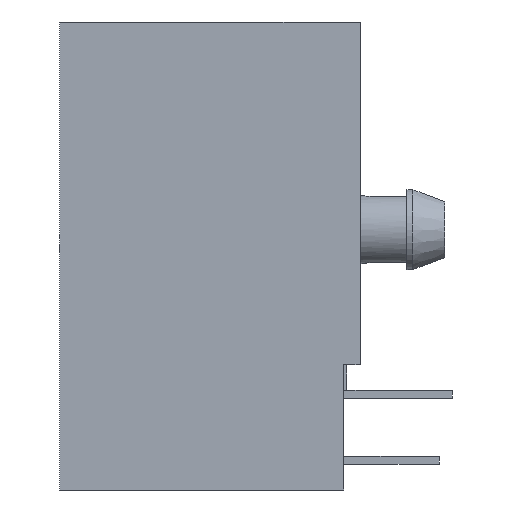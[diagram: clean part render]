
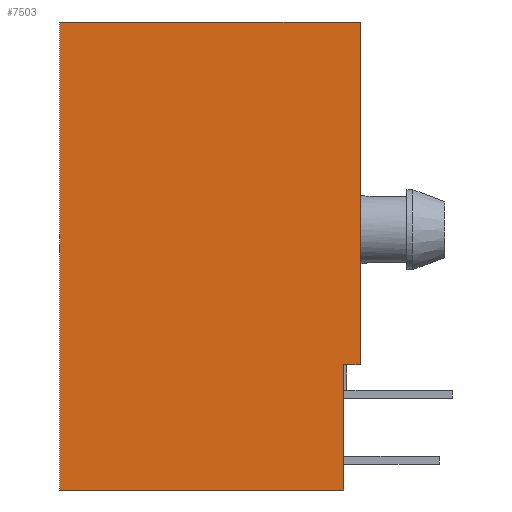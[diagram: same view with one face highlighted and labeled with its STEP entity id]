
A CAD part, left-side view. The second image highlights one B-rep face of the part: STEP entity #7503.
In plain terms, the highlighted planar face has unit normal (-1, 0, 0).
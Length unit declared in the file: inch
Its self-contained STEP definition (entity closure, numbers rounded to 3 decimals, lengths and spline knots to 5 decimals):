
#130 = VERTEX_POINT ( 'NONE', #2344 ) ;
#147 = CARTESIAN_POINT ( 'NONE',  ( -0.26, 0.025, 0. ) ) ;
#326 = EDGE_CURVE ( 'NONE', #6733, #130, #4519, .T. ) ;
#365 = CARTESIAN_POINT ( 'NONE',  ( -0.26, 0.025, 0.19 ) ) ;
#539 = VECTOR ( 'NONE', #5505, 39.37008 ) ;
#696 = CARTESIAN_POINT ( 'NONE',  ( -0.26, 0.025, 0.19 ) ) ;
#777 = LINE ( 'NONE', #4319, #5300 ) ;
#821 = CARTESIAN_POINT ( 'NONE',  ( -0.26, 0.456, 0. ) ) ;
#850 = DIRECTION ( 'NONE',  ( -1., 0., 0. ) ) ;
#1009 = ORIENTED_EDGE ( 'NONE', *, *, #7197, .T. ) ;
#1022 = DIRECTION ( 'NONE',  ( 0., 0., 1. ) ) ;
#1101 = LINE ( 'NONE', #4835, #7178 ) ;
#1131 = LINE ( 'NONE', #2967, #7498 ) ;
#1639 = EDGE_CURVE ( 'NONE', #6695, #4664, #1101, .T. ) ;
#1957 = VECTOR ( 'NONE', #2814, 39.37008 ) ;
#2065 = AXIS2_PLACEMENT_3D ( 'NONE', #3858, #850, #7020 ) ;
#2166 = PLANE ( 'NONE',  #2065 ) ;
#2344 = CARTESIAN_POINT ( 'NONE',  ( -0.26, 0., 0.71 ) ) ;
#2573 = DIRECTION ( 'NONE',  ( 0., -1., 0. ) ) ;
#2651 = LINE ( 'NONE', #821, #1957 ) ;
#2748 = ORIENTED_EDGE ( 'NONE', *, *, #4314, .F. ) ;
#2814 = DIRECTION ( 'NONE',  ( 0., -1., 0. ) ) ;
#2967 = CARTESIAN_POINT ( 'NONE',  ( -0.26, 0.456, 0. ) ) ;
#3330 = FACE_OUTER_BOUND ( 'NONE', #6527, .T. ) ;
#3732 = CARTESIAN_POINT ( 'NONE',  ( -0.26, 0.456, 0.71 ) ) ;
#3858 = CARTESIAN_POINT ( 'NONE',  ( -0.26, 0.456, 0. ) ) ;
#4144 = VECTOR ( 'NONE', #6274, 39.37008 ) ;
#4256 = ORIENTED_EDGE ( 'NONE', *, *, #326, .T. ) ;
#4314 = EDGE_CURVE ( 'NONE', #4629, #4411, #1131, .T. ) ;
#4319 = CARTESIAN_POINT ( 'NONE',  ( -0.26, 0., 0.71 ) ) ;
#4411 = VERTEX_POINT ( 'NONE', #3732 ) ;
#4519 = LINE ( 'NONE', #4561, #4144 ) ;
#4561 = CARTESIAN_POINT ( 'NONE',  ( -0.26, 0., 0. ) ) ;
#4629 = VERTEX_POINT ( 'NONE', #7671 ) ;
#4664 = VERTEX_POINT ( 'NONE', #365 ) ;
#4835 = CARTESIAN_POINT ( 'NONE',  ( -0.26, 0.025, 0. ) ) ;
#4855 = ORIENTED_EDGE ( 'NONE', *, *, #7039, .F. ) ;
#5300 = VECTOR ( 'NONE', #2573, 39.37008 ) ;
#5505 = DIRECTION ( 'NONE',  ( 0., -1., 0. ) ) ;
#5644 = CARTESIAN_POINT ( 'NONE',  ( -0.26, 0., 0.19 ) ) ;
#5904 = ORIENTED_EDGE ( 'NONE', *, *, #1639, .T. ) ;
#6274 = DIRECTION ( 'NONE',  ( 0., 0., 1. ) ) ;
#6527 = EDGE_LOOP ( 'NONE', ( #4855, #2748, #1009, #5904, #7593, #4256 ) ) ;
#6695 = VERTEX_POINT ( 'NONE', #147 ) ;
#6733 = VERTEX_POINT ( 'NONE', #5644 ) ;
#7020 = DIRECTION ( 'NONE',  ( 0., 0., 1. ) ) ;
#7039 = EDGE_CURVE ( 'NONE', #4411, #130, #777, .T. ) ;
#7178 = VECTOR ( 'NONE', #1022, 39.37008 ) ;
#7197 = EDGE_CURVE ( 'NONE', #4629, #6695, #2651, .T. ) ;
#7310 = DIRECTION ( 'NONE',  ( 0., 0., 1. ) ) ;
#7398 = LINE ( 'NONE', #696, #539 ) ;
#7434 = EDGE_CURVE ( 'NONE', #4664, #6733, #7398, .T. ) ;
#7498 = VECTOR ( 'NONE', #7310, 39.37008 ) ;
#7503 = ADVANCED_FACE ( 'NONE', ( #3330 ), #2166, .T. ) ;
#7593 = ORIENTED_EDGE ( 'NONE', *, *, #7434, .T. ) ;
#7671 = CARTESIAN_POINT ( 'NONE',  ( -0.26, 0.456, 0. ) ) ;
